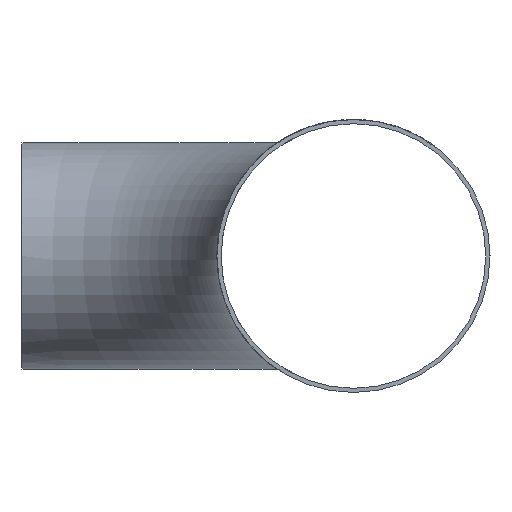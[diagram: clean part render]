
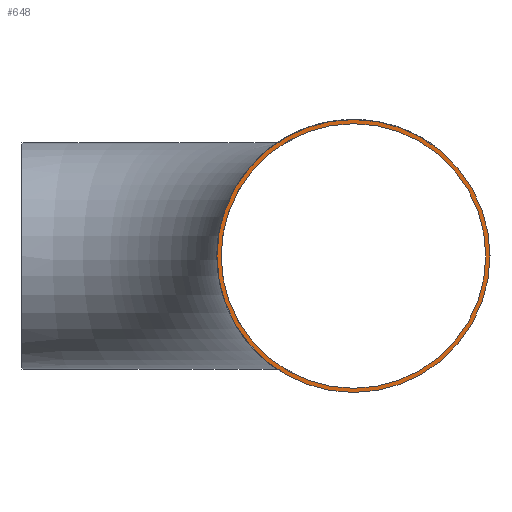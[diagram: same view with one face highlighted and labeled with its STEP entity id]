
A CAD part, left-side view. The second image highlights one B-rep face of the part: STEP entity #648.
In plain terms, the highlighted planar face has unit normal (-1, 0, 0).
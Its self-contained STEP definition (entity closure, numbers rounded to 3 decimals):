
#648 = ADVANCED_FACE ( 'NONE', ( #9358, #25752 ), #6362, .F. ) ;
#705 = DIRECTION ( 'NONE',  ( 1., 0., 0. ) ) ;
#2249 = AXIS2_PLACEMENT_3D ( 'NONE', #36358, #705, #23566 ) ;
#3097 = VERTEX_POINT ( 'NONE', #6933 ) ;
#3152 = DIRECTION ( 'NONE',  ( 0., 0., -1. ) ) ;
#5241 = ORIENTED_EDGE ( 'NONE', *, *, #23613, .F. ) ;
#6362 = PLANE ( 'NONE',  #30733 ) ;
#6737 = CARTESIAN_POINT ( 'NONE',  ( -229., -204.3, 0. ) ) ;
#6933 = CARTESIAN_POINT ( 'NONE',  ( -229., -204.3, -81.55 ) ) ;
#9358 = FACE_BOUND ( 'NONE', #35033, .T. ) ;
#9517 = CARTESIAN_POINT ( 'NONE',  ( -229., -204.3, -84.15 ) ) ;
#15679 = EDGE_LOOP ( 'NONE', ( #5241 ) ) ;
#16764 = DIRECTION ( 'NONE',  ( 1., 0., 0. ) ) ;
#18699 = ORIENTED_EDGE ( 'NONE', *, *, #35592, .T. ) ;
#19292 = CIRCLE ( 'NONE', #2249, 81.55 ) ;
#23566 = DIRECTION ( 'NONE',  ( 0., 0., -1. ) ) ;
#23613 = EDGE_CURVE ( 'NONE', #25700, #25700, #24076, .T. ) ;
#24076 = CIRCLE ( 'NONE', #30199, 84.15 ) ;
#25548 = DIRECTION ( 'NONE',  ( 1., 0., 0. ) ) ;
#25700 = VERTEX_POINT ( 'NONE', #9517 ) ;
#25752 = FACE_OUTER_BOUND ( 'NONE', #15679, .T. ) ;
#29378 = CARTESIAN_POINT ( 'NONE',  ( -229., -204.3, 0. ) ) ;
#30199 = AXIS2_PLACEMENT_3D ( 'NONE', #6737, #16764, #32761 ) ;
#30733 = AXIS2_PLACEMENT_3D ( 'NONE', #29378, #25548, #3152 ) ;
#32761 = DIRECTION ( 'NONE',  ( 0., 0., -1. ) ) ;
#35033 = EDGE_LOOP ( 'NONE', ( #18699 ) ) ;
#35592 = EDGE_CURVE ( 'NONE', #3097, #3097, #19292, .T. ) ;
#36358 = CARTESIAN_POINT ( 'NONE',  ( -229., -204.3, 0. ) ) ;
